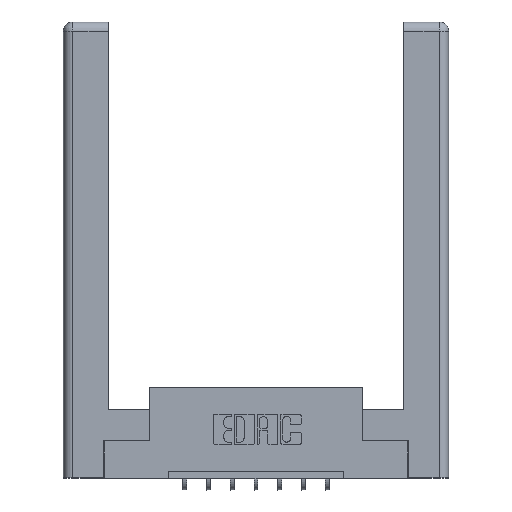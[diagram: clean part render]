
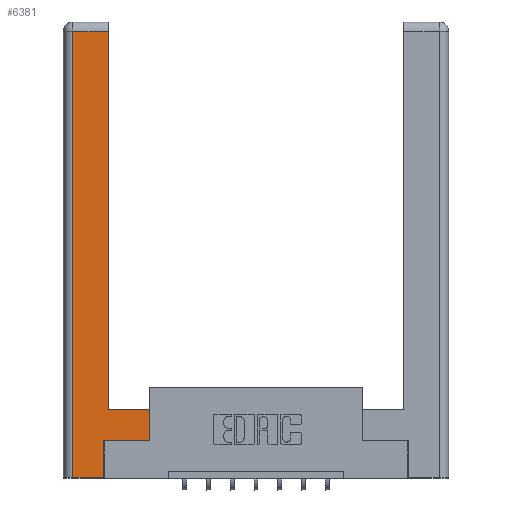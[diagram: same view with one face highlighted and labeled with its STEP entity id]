
A CAD part, top view. The second image highlights one B-rep face of the part: STEP entity #6381.
In plain terms, the highlighted planar face has unit normal (0, 0, 1).
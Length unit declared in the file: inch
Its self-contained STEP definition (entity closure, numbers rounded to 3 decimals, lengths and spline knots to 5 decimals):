
#157 = VERTEX_POINT ( 'NONE', #8208 ) ;
#190 = LINE ( 'NONE', #10378, #10583 ) ;
#799 = LINE ( 'NONE', #3116, #5309 ) ;
#1284 = VERTEX_POINT ( 'NONE', #6945 ) ;
#1315 = EDGE_CURVE ( 'NONE', #2041, #157, #6212, .T. ) ;
#1467 = ORIENTED_EDGE ( 'NONE', *, *, #11231, .T. ) ;
#1593 = CARTESIAN_POINT ( 'NONE',  ( 0., 0., 0. ) ) ;
#2041 = VERTEX_POINT ( 'NONE', #6366 ) ;
#2074 = CARTESIAN_POINT ( 'NONE',  ( 0.565, 0.45, 0. ) ) ;
#2492 = CARTESIAN_POINT ( 'NONE',  ( 0.265, 0., 0. ) ) ;
#2610 = LINE ( 'NONE', #2492, #3064 ) ;
#2648 = EDGE_CURVE ( 'NONE', #157, #1284, #2610, .T. ) ;
#2661 = VECTOR ( 'NONE', #12422, 39.37008 ) ;
#2863 = CARTESIAN_POINT ( 'NONE',  ( 0.295, 0.45, 0. ) ) ;
#3064 = VECTOR ( 'NONE', #9135, 39.37008 ) ;
#3077 = EDGE_CURVE ( 'NONE', #11636, #11587, #799, .T. ) ;
#3116 = CARTESIAN_POINT ( 'NONE',  ( 0.565, 0.245, 0. ) ) ;
#3377 = EDGE_CURVE ( 'NONE', #9651, #4075, #190, .T. ) ;
#3461 = ORIENTED_EDGE ( 'NONE', *, *, #5585, .T. ) ;
#4075 = VERTEX_POINT ( 'NONE', #8736 ) ;
#4171 = ORIENTED_EDGE ( 'NONE', *, *, #1315, .T. ) ;
#4359 = ORIENTED_EDGE ( 'NONE', *, *, #2648, .T. ) ;
#4918 = VECTOR ( 'NONE', #11901, 39.37008 ) ;
#5039 = DIRECTION ( 'NONE',  ( 1., 0., 0. ) ) ;
#5048 = AXIS2_PLACEMENT_3D ( 'NONE', #1593, #7253, #6303 ) ;
#5163 = CARTESIAN_POINT ( 'NONE',  ( 0.0615, 2.94, 0. ) ) ;
#5216 = DIRECTION ( 'NONE',  ( 0., 1., 0. ) ) ;
#5309 = VECTOR ( 'NONE', #5039, 39.37008 ) ;
#5472 = CARTESIAN_POINT ( 'NONE',  ( 0.565, 0.45, 0. ) ) ;
#5585 = EDGE_CURVE ( 'NONE', #11587, #5977, #7370, .T. ) ;
#5698 = ORIENTED_EDGE ( 'NONE', *, *, #3077, .T. ) ;
#5977 = VERTEX_POINT ( 'NONE', #5472 ) ;
#6027 = EDGE_LOOP ( 'NONE', ( #6252, #9328, #4171, #4359, #1467, #5698, #3461, #7917 ) ) ;
#6212 = LINE ( 'NONE', #7200, #10868 ) ;
#6252 = ORIENTED_EDGE ( 'NONE', *, *, #3377, .T. ) ;
#6300 = DIRECTION ( 'NONE',  ( 0., -1., 0. ) ) ;
#6303 = DIRECTION ( 'NONE',  ( -1., 0., 0. ) ) ;
#6316 = EDGE_CURVE ( 'NONE', #4075, #2041, #12009, .T. ) ;
#6366 = CARTESIAN_POINT ( 'NONE',  ( 0.0615, 2.94, 0. ) ) ;
#6381 = ADVANCED_FACE ( 'NONE', ( #10212 ), #7368, .F. ) ;
#6770 = EDGE_CURVE ( 'NONE', #5977, #9651, #11249, .T. ) ;
#6945 = CARTESIAN_POINT ( 'NONE',  ( 0.265, 0., 0. ) ) ;
#7200 = CARTESIAN_POINT ( 'NONE',  ( 0.0615, 0., 0. ) ) ;
#7253 = DIRECTION ( 'NONE',  ( 0., 0., -1. ) ) ;
#7368 = PLANE ( 'NONE',  #5048 ) ;
#7370 = LINE ( 'NONE', #2074, #10209 ) ;
#7819 = CARTESIAN_POINT ( 'NONE',  ( 0.265, 0.245, 0. ) ) ;
#7917 = ORIENTED_EDGE ( 'NONE', *, *, #6770, .T. ) ;
#7923 = VECTOR ( 'NONE', #5216, 39.37008 ) ;
#8208 = CARTESIAN_POINT ( 'NONE',  ( 0.0615, 0., 0. ) ) ;
#8569 = DIRECTION ( 'NONE',  ( 0., 1., 0. ) ) ;
#8674 = CARTESIAN_POINT ( 'NONE',  ( 0.295, 0.45, 0. ) ) ;
#8736 = CARTESIAN_POINT ( 'NONE',  ( 0.295, 2.94, 0. ) ) ;
#9135 = DIRECTION ( 'NONE',  ( 1., 0., 0. ) ) ;
#9328 = ORIENTED_EDGE ( 'NONE', *, *, #6316, .T. ) ;
#9651 = VERTEX_POINT ( 'NONE', #2863 ) ;
#9729 = DIRECTION ( 'NONE',  ( 0., 1., 0. ) ) ;
#10209 = VECTOR ( 'NONE', #9729, 39.37008 ) ;
#10212 = FACE_OUTER_BOUND ( 'NONE', #6027, .T. ) ;
#10378 = CARTESIAN_POINT ( 'NONE',  ( 0.295, 3., 0. ) ) ;
#10479 = LINE ( 'NONE', #11111, #7923 ) ;
#10583 = VECTOR ( 'NONE', #8569, 39.37008 ) ;
#10868 = VECTOR ( 'NONE', #6300, 39.37008 ) ;
#11111 = CARTESIAN_POINT ( 'NONE',  ( 0.265, 0.245, 0. ) ) ;
#11231 = EDGE_CURVE ( 'NONE', #1284, #11636, #10479, .T. ) ;
#11249 = LINE ( 'NONE', #8674, #2661 ) ;
#11566 = CARTESIAN_POINT ( 'NONE',  ( 0.565, 0.245, 0. ) ) ;
#11587 = VERTEX_POINT ( 'NONE', #11566 ) ;
#11636 = VERTEX_POINT ( 'NONE', #7819 ) ;
#11901 = DIRECTION ( 'NONE',  ( -1., 0., 0. ) ) ;
#12009 = LINE ( 'NONE', #5163, #4918 ) ;
#12422 = DIRECTION ( 'NONE',  ( -1., 0., 0. ) ) ;
